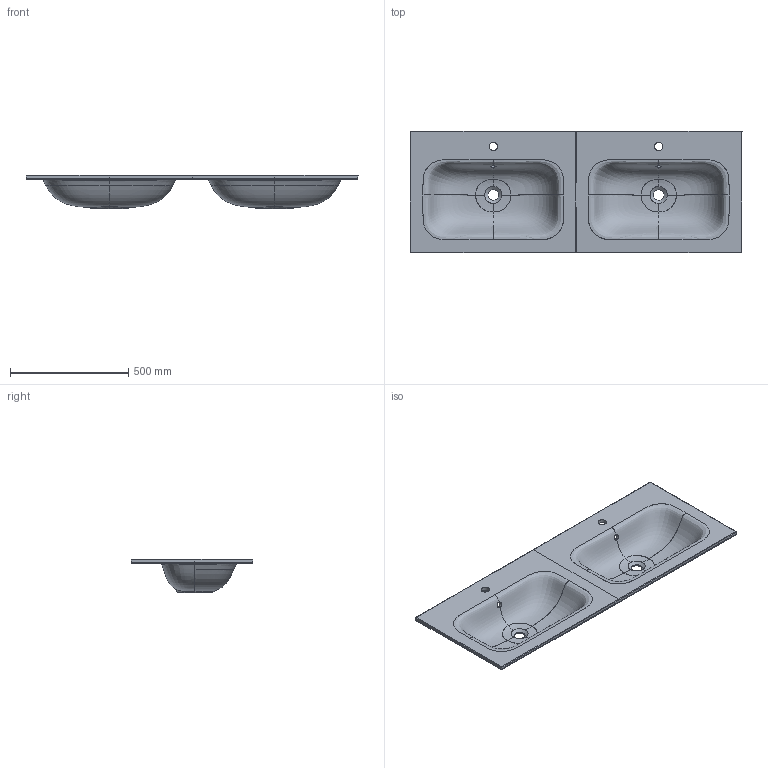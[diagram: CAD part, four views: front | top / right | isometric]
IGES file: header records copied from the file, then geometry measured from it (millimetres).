
Global section: file name: 80_7207_14_42_10_ASPEN 140x51.igs; native system: NX V8.5; preprocessor: SIEMENS PLM Software NX 8.5; date: 20201120.145359; units: millimetre
Bounding box: 1405 x 515 x 140 mm (x, y, z)
Surface area: 1810316.5 mm2 (no closed solid volume)
Topology: 0 solids, 0 shells, 141 faces, 2026 edges, 2009 vertices
Faces by surface type: bspline 117, offset 24
